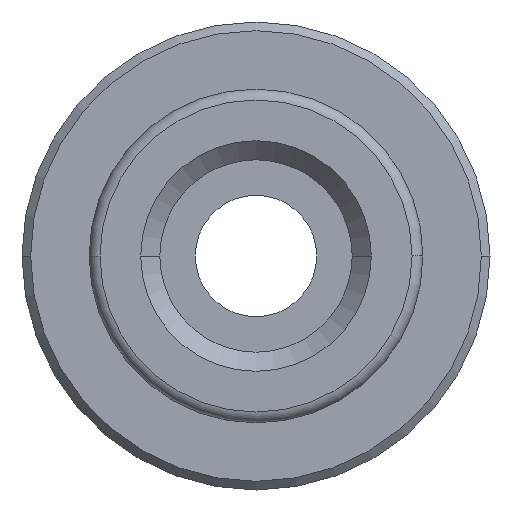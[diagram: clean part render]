
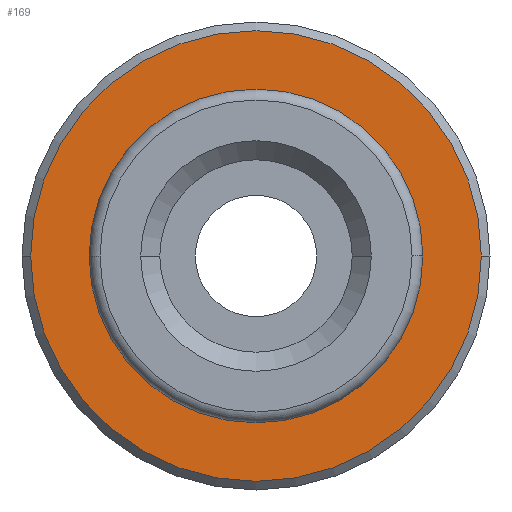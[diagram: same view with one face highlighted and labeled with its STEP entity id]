
A CAD part, front view. The second image highlights one B-rep face of the part: STEP entity #169.
In plain terms, the highlighted planar face has unit normal (0, -1, 0).
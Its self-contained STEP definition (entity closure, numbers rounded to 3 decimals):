
#169=ADVANCED_FACE('',(#366,#367),#368,.T.);
#366=FACE_OUTER_BOUND('',#585,.T.);
#367=FACE_BOUND('',#586,.T.);
#368=PLANE('',#587);
#585=EDGE_LOOP('',(#986,#987));
#586=EDGE_LOOP('',(#988,#989));
#587=AXIS2_PLACEMENT_3D('',#990,#991,#992);
#986=ORIENTED_EDGE('',*,*,#1256,.F.);
#987=ORIENTED_EDGE('',*,*,#1372,.F.);
#988=ORIENTED_EDGE('',*,*,#1253,.F.);
#989=ORIENTED_EDGE('',*,*,#1312,.F.);
#990=CARTESIAN_POINT('',(6.5,3.7,0.0));
#991=DIRECTION('',(-0.0,-1.0,-0.0));
#992=DIRECTION('',(-1.0,0.0,0.0));
#1253=EDGE_CURVE('',#1482,#1479,#1484,.T.);
#1256=EDGE_CURVE('',#1486,#1489,#1490,.T.);
#1312=EDGE_CURVE('',#1479,#1482,#1579,.T.);
#1372=EDGE_CURVE('',#1489,#1486,#1656,.T.);
#1479=VERTEX_POINT('',#1794);
#1482=VERTEX_POINT('',#1798);
#1484=CIRCLE('',#1801,9.0);
#1486=VERTEX_POINT('',#1803);
#1489=VERTEX_POINT('',#1807);
#1490=CIRCLE('',#1808,13.0);
#1579=CIRCLE('',#1994,9.0);
#1656=CIRCLE('',#2183,13.0);
#1794=CARTESIAN_POINT('',(9.0,3.7,0.));
#1798=CARTESIAN_POINT('',(-9.0,3.7,0.));
#1801=AXIS2_PLACEMENT_3D('',#2362,#2363,#2364);
#1803=CARTESIAN_POINT('',(13.0,3.7,0.0));
#1807=CARTESIAN_POINT('',(-13.0,3.7,0.));
#1808=AXIS2_PLACEMENT_3D('',#2366,#2367,#2368);
#1994=AXIS2_PLACEMENT_3D('',#2453,#2454,#2455);
#2183=AXIS2_PLACEMENT_3D('',#2526,#2527,#2528);
#2362=CARTESIAN_POINT('',(0.0,3.7,0.0));
#2363=DIRECTION('',(0.0,-1.0,-0.0));
#2364=DIRECTION('',(1.0,0.0,0.0));
#2366=CARTESIAN_POINT('',(0.0,3.7,0.0));
#2367=DIRECTION('',(-0.0,1.0,0.0));
#2368=DIRECTION('',(1.0,0.0,0.0));
#2453=CARTESIAN_POINT('',(0.0,3.7,0.0));
#2454=DIRECTION('',(0.0,-1.0,-0.0));
#2455=DIRECTION('',(1.0,0.0,0.0));
#2526=CARTESIAN_POINT('',(0.0,3.7,0.0));
#2527=DIRECTION('',(-0.0,1.0,0.0));
#2528=DIRECTION('',(1.0,0.0,0.0));
